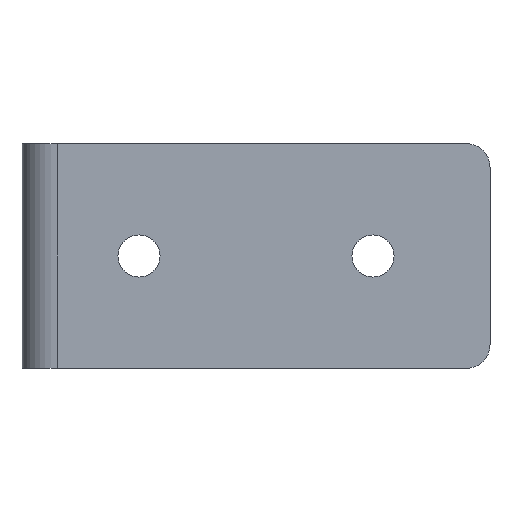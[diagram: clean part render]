
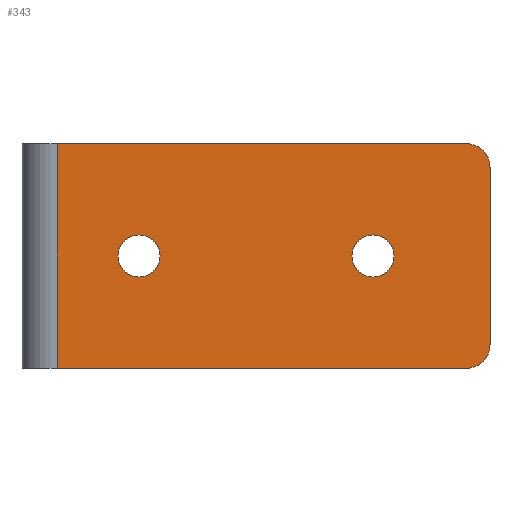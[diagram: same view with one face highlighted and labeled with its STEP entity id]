
A CAD part, front view. The second image highlights one B-rep face of the part: STEP entity #343.
In plain terms, the highlighted planar face has unit normal (0, -1, 0).
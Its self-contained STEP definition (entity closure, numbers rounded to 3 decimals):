
#10 = DIRECTION ( 'NONE',  ( 0., 0., -1. ) ) ;
#16 = EDGE_CURVE ( 'NONE', #57, #927, #914, .T. ) ;
#21 = ORIENTED_EDGE ( 'NONE', *, *, #152, .F. ) ;
#39 = FACE_BOUND ( 'NONE', #422, .T. ) ;
#44 = EDGE_CURVE ( 'NONE', #927, #72, #642, .T. ) ;
#57 = VERTEX_POINT ( 'NONE', #267 ) ;
#59 = CARTESIAN_POINT ( 'NONE',  ( 100., 0., 19. ) ) ;
#63 = VERTEX_POINT ( 'NONE', #883 ) ;
#64 = CARTESIAN_POINT ( 'NONE',  ( 100., 0., 24. ) ) ;
#72 = VERTEX_POINT ( 'NONE', #59 ) ;
#76 = DIRECTION ( 'NONE',  ( 0., 0., -1. ) ) ;
#95 = DIRECTION ( 'NONE',  ( 0., 0., -1. ) ) ;
#96 = VERTEX_POINT ( 'NONE', #816 ) ;
#105 = ORIENTED_EDGE ( 'NONE', *, *, #184, .F. ) ;
#128 = FACE_BOUND ( 'NONE', #226, .T. ) ;
#131 = AXIS2_PLACEMENT_3D ( 'NONE', #929, #541, #95 ) ;
#133 = PLANE ( 'NONE',  #563 ) ;
#141 = VERTEX_POINT ( 'NONE', #692 ) ;
#152 = EDGE_CURVE ( 'NONE', #296, #63, #160, .T. ) ;
#154 = CARTESIAN_POINT ( 'NONE',  ( 25., 0., 0. ) ) ;
#160 = CIRCLE ( 'NONE', #546, 4.5 ) ;
#183 = CARTESIAN_POINT ( 'NONE',  ( 75., 0., 0. ) ) ;
#184 = EDGE_CURVE ( 'NONE', #63, #296, #363, .T. ) ;
#226 = EDGE_LOOP ( 'NONE', ( #105, #21 ) ) ;
#227 = CARTESIAN_POINT ( 'NONE',  ( 7.5, 0., 24. ) ) ;
#236 = CARTESIAN_POINT ( 'NONE',  ( 20.5, 0., 0. ) ) ;
#248 = EDGE_CURVE ( 'NONE', #72, #141, #867, .T. ) ;
#257 = ORIENTED_EDGE ( 'NONE', *, *, #832, .F. ) ;
#263 = DIRECTION ( 'NONE',  ( 1., 0., 0. ) ) ;
#265 = DIRECTION ( 'NONE',  ( 0., 0., -1. ) ) ;
#267 = CARTESIAN_POINT ( 'NONE',  ( 95., 0., -24. ) ) ;
#280 = CARTESIAN_POINT ( 'NONE',  ( 100., 0., -24. ) ) ;
#291 = DIRECTION ( 'NONE',  ( 1., 0., 0. ) ) ;
#296 = VERTEX_POINT ( 'NONE', #353 ) ;
#314 = EDGE_CURVE ( 'NONE', #591, #57, #418, .T. ) ;
#330 = VECTOR ( 'NONE', #564, 1000. ) ;
#343 = ADVANCED_FACE ( 'NONE', ( #128, #39, #731 ), #133, .T. ) ;
#353 = CARTESIAN_POINT ( 'NONE',  ( 70.5, 0., 0. ) ) ;
#354 = ORIENTED_EDGE ( 'NONE', *, *, #656, .F. ) ;
#363 = CIRCLE ( 'NONE', #131, 4.5 ) ;
#391 = CARTESIAN_POINT ( 'NONE',  ( 25., 0., 0. ) ) ;
#415 = CARTESIAN_POINT ( 'NONE',  ( 95., 0., -19. ) ) ;
#418 = LINE ( 'NONE', #802, #330 ) ;
#422 = EDGE_LOOP ( 'NONE', ( #354, #722 ) ) ;
#439 = VECTOR ( 'NONE', #291, 1000. ) ;
#452 = AXIS2_PLACEMENT_3D ( 'NONE', #453, #924, #776 ) ;
#453 = CARTESIAN_POINT ( 'NONE',  ( 95., 0., 19. ) ) ;
#465 = VECTOR ( 'NONE', #565, 1000. ) ;
#483 = EDGE_CURVE ( 'NONE', #917, #96, #680, .T. ) ;
#487 = AXIS2_PLACEMENT_3D ( 'NONE', #154, #755, #76 ) ;
#492 = DIRECTION ( 'NONE',  ( 0., -1., 0. ) ) ;
#494 = DIRECTION ( 'NONE',  ( 1., 0., 0. ) ) ;
#514 = LINE ( 'NONE', #607, #599 ) ;
#525 = EDGE_CURVE ( 'NONE', #923, #591, #514, .T. ) ;
#529 = CARTESIAN_POINT ( 'NONE',  ( 100., 0., -19. ) ) ;
#532 = AXIS2_PLACEMENT_3D ( 'NONE', #391, #707, #265 ) ;
#541 = DIRECTION ( 'NONE',  ( 0., -1., 0. ) ) ;
#546 = AXIS2_PLACEMENT_3D ( 'NONE', #183, #700, #838 ) ;
#563 = AXIS2_PLACEMENT_3D ( 'NONE', #946, #492, #263 ) ;
#564 = DIRECTION ( 'NONE',  ( 1., 0., 0. ) ) ;
#565 = DIRECTION ( 'NONE',  ( 0., 0., 1. ) ) ;
#591 = VERTEX_POINT ( 'NONE', #694 ) ;
#599 = VECTOR ( 'NONE', #10, 1000. ) ;
#606 = ORIENTED_EDGE ( 'NONE', *, *, #16, .T. ) ;
#607 = CARTESIAN_POINT ( 'NONE',  ( 7.5, 0., -24. ) ) ;
#620 = ORIENTED_EDGE ( 'NONE', *, *, #44, .T. ) ;
#642 = LINE ( 'NONE', #280, #465 ) ;
#656 = EDGE_CURVE ( 'NONE', #96, #917, #902, .T. ) ;
#680 = CIRCLE ( 'NONE', #487, 4.5 ) ;
#692 = CARTESIAN_POINT ( 'NONE',  ( 95., 0., 24. ) ) ;
#694 = CARTESIAN_POINT ( 'NONE',  ( 7.5, 0., -24. ) ) ;
#700 = DIRECTION ( 'NONE',  ( 0., -1., 0. ) ) ;
#707 = DIRECTION ( 'NONE',  ( 0., -1., 0. ) ) ;
#721 = DIRECTION ( 'NONE',  ( 0., -1., 0. ) ) ;
#722 = ORIENTED_EDGE ( 'NONE', *, *, #483, .F. ) ;
#731 = FACE_OUTER_BOUND ( 'NONE', #964, .T. ) ;
#743 = LINE ( 'NONE', #64, #439 ) ;
#746 = ORIENTED_EDGE ( 'NONE', *, *, #314, .T. ) ;
#755 = DIRECTION ( 'NONE',  ( 0., -1., 0. ) ) ;
#776 = DIRECTION ( 'NONE',  ( 1., 0., 0. ) ) ;
#791 = AXIS2_PLACEMENT_3D ( 'NONE', #415, #721, #494 ) ;
#802 = CARTESIAN_POINT ( 'NONE',  ( 100., 0., -24. ) ) ;
#816 = CARTESIAN_POINT ( 'NONE',  ( 29.5, 0., 0. ) ) ;
#832 = EDGE_CURVE ( 'NONE', #923, #141, #743, .T. ) ;
#838 = DIRECTION ( 'NONE',  ( 0., 0., -1. ) ) ;
#846 = ORIENTED_EDGE ( 'NONE', *, *, #248, .T. ) ;
#867 = CIRCLE ( 'NONE', #452, 5. ) ;
#883 = CARTESIAN_POINT ( 'NONE',  ( 79.5, 0., 0. ) ) ;
#902 = CIRCLE ( 'NONE', #532, 4.5 ) ;
#909 = ORIENTED_EDGE ( 'NONE', *, *, #525, .T. ) ;
#914 = CIRCLE ( 'NONE', #791, 5. ) ;
#917 = VERTEX_POINT ( 'NONE', #236 ) ;
#923 = VERTEX_POINT ( 'NONE', #227 ) ;
#924 = DIRECTION ( 'NONE',  ( 0., -1., 0. ) ) ;
#927 = VERTEX_POINT ( 'NONE', #529 ) ;
#929 = CARTESIAN_POINT ( 'NONE',  ( 75., 0., 0. ) ) ;
#946 = CARTESIAN_POINT ( 'NONE',  ( 100., 0., -24. ) ) ;
#964 = EDGE_LOOP ( 'NONE', ( #746, #606, #620, #846, #257, #909 ) ) ;
